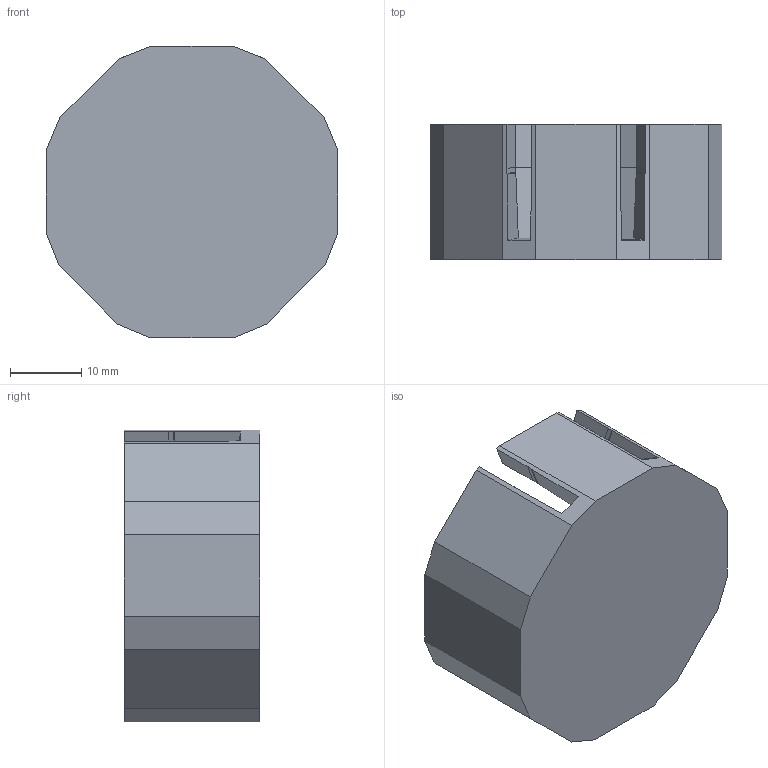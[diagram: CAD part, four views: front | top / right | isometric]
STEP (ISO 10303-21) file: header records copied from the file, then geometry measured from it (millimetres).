
FILE_DESCRIPTION(/* description */ (''),/* implementation_level */ '2;1');
FILE_NAME(/* name */ 'Lens Cap.step',/* time_stamp */ '2020-09-16T20:42:55-07:00',/* author */ (''),/* organization */ (''),/* preprocessor_version */ 'ST-DEVELOPER v18.1',/* originating_system */ 'Autodesk Translation Framework v9.3.0.1241',/* authorisation */ '');
FILE_SCHEMA (('AUTOMOTIVE_DESIGN { 1 0 10303 214 3 1 1 }'));
Length unit declared in the file: millimetre
Products named in the file (1): Lens Cap
Bounding box: 41 x 19 x 41 mm (x, y, z)
Volume: 10487.3 mm3; surface area: 6992.4 mm2
Topology: 1 solids, 1 shells, 85 faces, 235 edges, 152 vertices
Faces by surface type: plane 85
Entity records: 2670 total; most frequent: CARTESIAN_POINT 473, ORIENTED_EDGE 470, DIRECTION 407, LINE 235, VECTOR 235, EDGE_CURVE 235, VERTEX_POINT 152, AXIS2_PLACEMENT_3D 86
